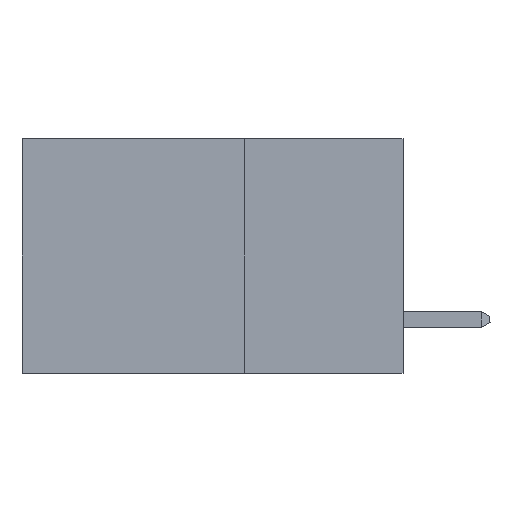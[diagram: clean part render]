
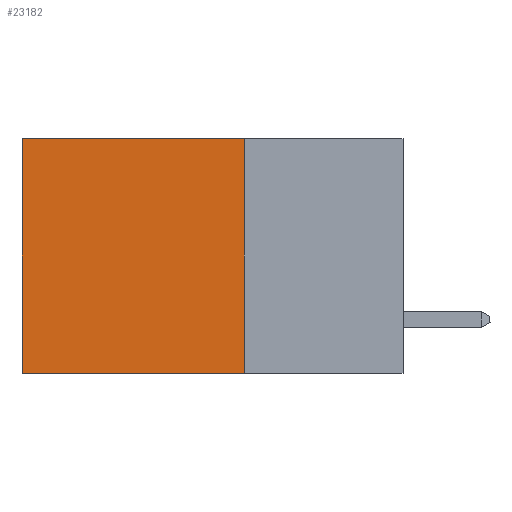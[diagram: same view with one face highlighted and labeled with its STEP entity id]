
A CAD part, left-side view. The second image highlights one B-rep face of the part: STEP entity #23182.
In plain terms, the highlighted planar face has unit normal (-1, 0, 0).
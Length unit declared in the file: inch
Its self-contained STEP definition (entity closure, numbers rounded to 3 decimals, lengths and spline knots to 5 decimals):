
#61 = DIRECTION ( 'NONE',  ( 0., 0., -1. ) ) ;
#867 = VERTEX_POINT ( 'NONE', #4288 ) ;
#1210 = DIRECTION ( 'NONE',  ( 0., 1., 0. ) ) ;
#1949 = ORIENTED_EDGE ( 'NONE', *, *, #8532, .F. ) ;
#2369 = DIRECTION ( 'NONE',  ( 0., 1., 0. ) ) ;
#2760 = LINE ( 'NONE', #14023, #19350 ) ;
#3805 = EDGE_CURVE ( 'NONE', #15011, #19804, #19517, .T. ) ;
#4288 = CARTESIAN_POINT ( 'NONE',  ( 0.2875, 0.6, -0.37 ) ) ;
#5118 = DIRECTION ( 'NONE',  ( 0., 0., -1. ) ) ;
#6733 = VERTEX_POINT ( 'NONE', #18748 ) ;
#8221 = LINE ( 'NONE', #12133, #23291 ) ;
#8532 = EDGE_CURVE ( 'NONE', #15011, #6733, #2760, .T. ) ;
#8881 = CARTESIAN_POINT ( 'NONE',  ( 0.2875, 0.6, 0. ) ) ;
#9214 = EDGE_CURVE ( 'NONE', #6733, #867, #8221, .T. ) ;
#9420 = LINE ( 'NONE', #8881, #15539 ) ;
#10437 = PLANE ( 'NONE',  #12134 ) ;
#12133 = CARTESIAN_POINT ( 'NONE',  ( 0.2875, 0.25, -0.37 ) ) ;
#12134 = AXIS2_PLACEMENT_3D ( 'NONE', #22046, #14228, #18125 ) ;
#12181 = ORIENTED_EDGE ( 'NONE', *, *, #9214, .F. ) ;
#12418 = VECTOR ( 'NONE', #1210, 39.37008 ) ;
#12435 = FACE_OUTER_BOUND ( 'NONE', #17496, .T. ) ;
#14023 = CARTESIAN_POINT ( 'NONE',  ( 0.2875, 0.25, 0. ) ) ;
#14228 = DIRECTION ( 'NONE',  ( 1., 0., 0. ) ) ;
#15011 = VERTEX_POINT ( 'NONE', #18192 ) ;
#15539 = VECTOR ( 'NONE', #5118, 39.37008 ) ;
#15800 = EDGE_CURVE ( 'NONE', #19804, #867, #9420, .T. ) ;
#17496 = EDGE_LOOP ( 'NONE', ( #18491, #12181, #1949, #21481 ) ) ;
#18125 = DIRECTION ( 'NONE',  ( 0., 0., -1. ) ) ;
#18192 = CARTESIAN_POINT ( 'NONE',  ( 0.2875, 0.25, 0. ) ) ;
#18491 = ORIENTED_EDGE ( 'NONE', *, *, #15800, .T. ) ;
#18748 = CARTESIAN_POINT ( 'NONE',  ( 0.2875, 0.25, -0.37 ) ) ;
#19350 = VECTOR ( 'NONE', #61, 39.37008 ) ;
#19517 = LINE ( 'NONE', #20801, #12418 ) ;
#19804 = VERTEX_POINT ( 'NONE', #24042 ) ;
#20801 = CARTESIAN_POINT ( 'NONE',  ( 0.2875, 0.25, 0. ) ) ;
#21481 = ORIENTED_EDGE ( 'NONE', *, *, #3805, .T. ) ;
#22046 = CARTESIAN_POINT ( 'NONE',  ( 0.2875, 0.25, 0. ) ) ;
#23182 = ADVANCED_FACE ( 'NONE', ( #12435 ), #10437, .F. ) ;
#23291 = VECTOR ( 'NONE', #2369, 39.37008 ) ;
#24042 = CARTESIAN_POINT ( 'NONE',  ( 0.2875, 0.6, 0. ) ) ;
